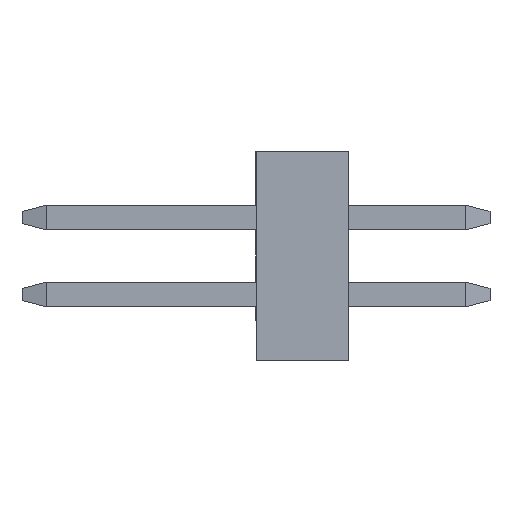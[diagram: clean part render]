
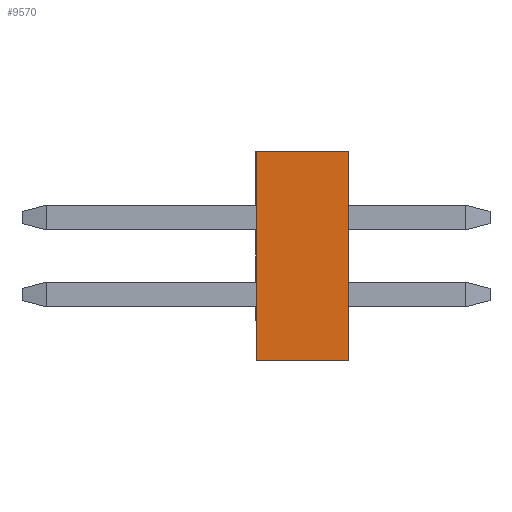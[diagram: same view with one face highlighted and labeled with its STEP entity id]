
A CAD part, left-side view. The second image highlights one B-rep face of the part: STEP entity #9570.
In plain terms, the highlighted planar face has unit normal (-1, 0, 0).
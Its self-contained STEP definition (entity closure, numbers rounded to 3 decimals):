
#636 = CARTESIAN_POINT ( 'NONE',  ( -3.175, 0., -1.7 ) ) ;
#997 = LINE ( 'NONE', #9375, #6130 ) ;
#1124 = PLANE ( 'NONE',  #8465 ) ;
#1694 = VECTOR ( 'NONE', #6886, 1000. ) ;
#2270 = LINE ( 'NONE', #4749, #7628 ) ;
#3246 = EDGE_CURVE ( 'NONE', #3477, #8527, #6219, .T. ) ;
#3477 = VERTEX_POINT ( 'NONE', #636 ) ;
#3491 = DIRECTION ( 'NONE',  ( 0., -1., 0. ) ) ;
#3798 = DIRECTION ( 'NONE',  ( 0., 0., 1. ) ) ;
#4526 = DIRECTION ( 'NONE',  ( 0., 0., 1. ) ) ;
#4615 = EDGE_CURVE ( 'NONE', #10634, #3477, #997, .T. ) ;
#4749 = CARTESIAN_POINT ( 'NONE',  ( -3.175, 1.5, 1.7 ) ) ;
#4839 = LINE ( 'NONE', #7693, #1694 ) ;
#5396 = ORIENTED_EDGE ( 'NONE', *, *, #3246, .T. ) ;
#5806 = VECTOR ( 'NONE', #4526, 1000. ) ;
#5988 = CARTESIAN_POINT ( 'NONE',  ( -3.175, 1.5, -1.7 ) ) ;
#6055 = EDGE_CURVE ( 'NONE', #10634, #7170, #2270, .T. ) ;
#6062 = ORIENTED_EDGE ( 'NONE', *, *, #9612, .F. ) ;
#6086 = DIRECTION ( 'NONE',  ( 0., 0., -1. ) ) ;
#6130 = VECTOR ( 'NONE', #3491, 1000. ) ;
#6207 = ORIENTED_EDGE ( 'NONE', *, *, #6055, .F. ) ;
#6219 = LINE ( 'NONE', #10439, #5806 ) ;
#6688 = CARTESIAN_POINT ( 'NONE',  ( -3.175, 0., 1.7 ) ) ;
#6849 = EDGE_LOOP ( 'NONE', ( #5396, #6062, #6207, #9539 ) ) ;
#6886 = DIRECTION ( 'NONE',  ( 0., -1., 0. ) ) ;
#7170 = VERTEX_POINT ( 'NONE', #10595 ) ;
#7338 = FACE_OUTER_BOUND ( 'NONE', #6849, .T. ) ;
#7628 = VECTOR ( 'NONE', #3798, 1000. ) ;
#7693 = CARTESIAN_POINT ( 'NONE',  ( -3.175, 1.5, 1.7 ) ) ;
#8465 = AXIS2_PLACEMENT_3D ( 'NONE', #9403, #8570, #6086 ) ;
#8527 = VERTEX_POINT ( 'NONE', #6688 ) ;
#8570 = DIRECTION ( 'NONE',  ( 1., 0., 0. ) ) ;
#9375 = CARTESIAN_POINT ( 'NONE',  ( -3.175, 1.5, -1.7 ) ) ;
#9403 = CARTESIAN_POINT ( 'NONE',  ( -3.175, 1.5, 1.7 ) ) ;
#9539 = ORIENTED_EDGE ( 'NONE', *, *, #4615, .T. ) ;
#9570 = ADVANCED_FACE ( 'NONE', ( #7338 ), #1124, .F. ) ;
#9612 = EDGE_CURVE ( 'NONE', #7170, #8527, #4839, .T. ) ;
#10439 = CARTESIAN_POINT ( 'NONE',  ( -3.175, 0., 1.7 ) ) ;
#10595 = CARTESIAN_POINT ( 'NONE',  ( -3.175, 1.5, 1.7 ) ) ;
#10634 = VERTEX_POINT ( 'NONE', #5988 ) ;
